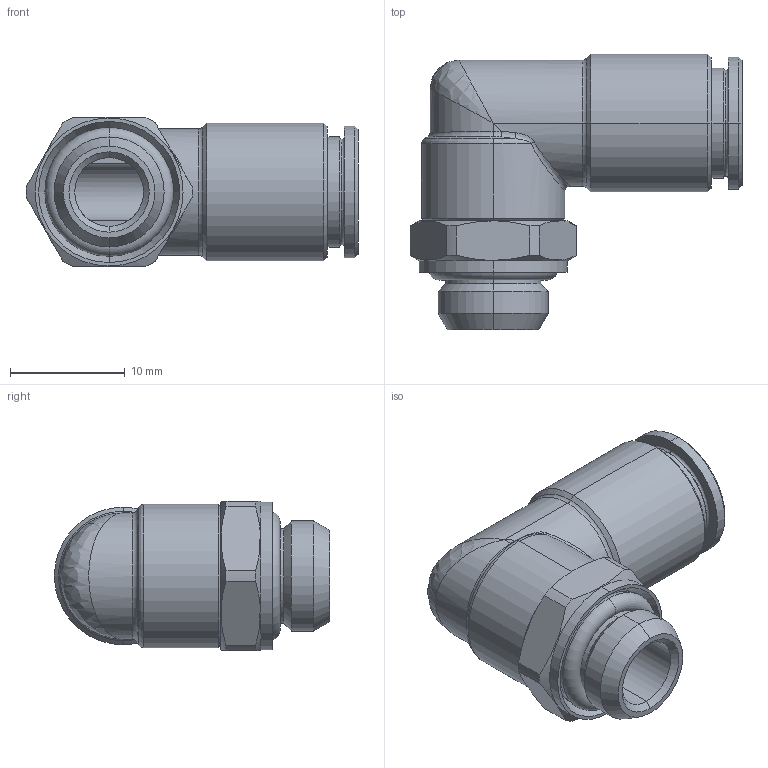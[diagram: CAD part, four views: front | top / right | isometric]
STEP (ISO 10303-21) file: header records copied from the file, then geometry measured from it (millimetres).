
FILE_DESCRIPTION (( 'STEP AP203' ), '1' );
FILE_NAME ('X0060031.STEP', '2010-09-24T14:04:15', ( '' ), ( 'sopra-pneumatic' ), 'SwSTEP 2.0', 'SolidWorks 2009', '' );
FILE_SCHEMA (( 'CONFIG_CONTROL_DESIGN' ));
Length unit declared in the file: millimetre
Products named in the file (1): X0060031
Bounding box: 28.95 x 24 x 13 mm (x, y, z)
Volume: 3061.2 mm3; surface area: 2686.3 mm2
Topology: 2 solids, 2 shells, 108 faces, 245 edges, 142 vertices
Faces by surface type: cylinder 35, cone 31, torus 19, plane 17, bspline 6
Entity records: 4450 total; most frequent: CARTESIAN_POINT 1963, DIRECTION 539, ORIENTED_EDGE 486, EDGE_CURVE 243, AXIS2_PLACEMENT_3D 234, VERTEX_POINT 142, CIRCLE 131, EDGE_LOOP 117
